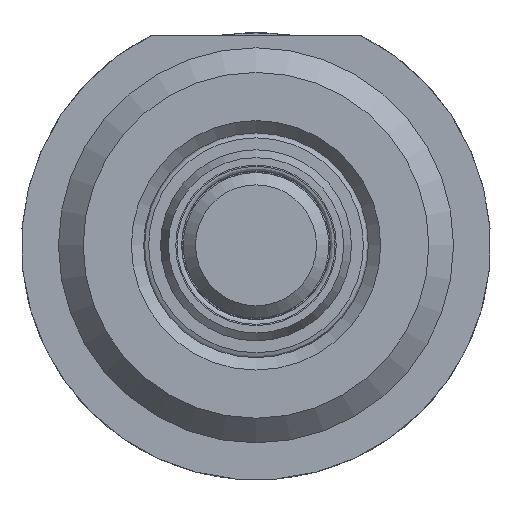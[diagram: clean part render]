
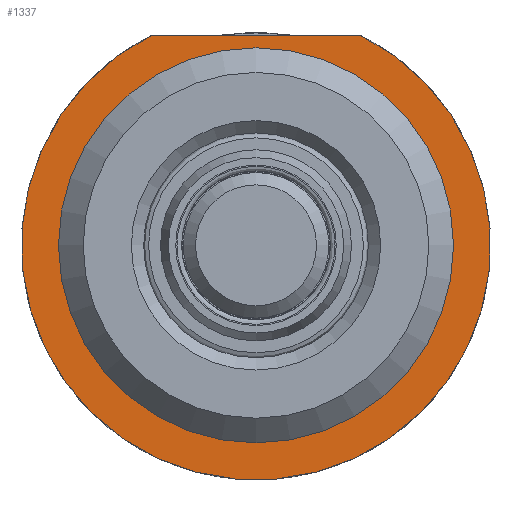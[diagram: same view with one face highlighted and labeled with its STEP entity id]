
A CAD part, front view. The second image highlights one B-rep face of the part: STEP entity #1337.
In plain terms, the highlighted planar face has unit normal (0, -1, 0).
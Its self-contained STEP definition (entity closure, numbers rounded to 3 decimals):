
#1011=CARTESIAN_POINT('',(-4.243,-49.5,8.5));
#1012=VERTEX_POINT('',#1011);
#1013=CARTESIAN_POINT('',(4.243,-49.5,8.5));
#1014=VERTEX_POINT('',#1013);
#1015=CARTESIAN_POINT('',(-4.243,-49.5,8.5));
#1016=DIRECTION('',(1.0,0.0,0.0));
#1017=VECTOR('',#1016,8.485);
#1018=LINE('',#1015,#1017);
#1019=EDGE_CURVE('',#1012,#1014,#1018,.T.);
#1070=CARTESIAN_POINT('',(0.,-49.5,0.));
#1071=DIRECTION('',(0.0,1.0,0.0));
#1072=DIRECTION('',(-0.447,0.0,0.895));
#1073=AXIS2_PLACEMENT_3D('',#1070,#1071,#1072);
#1074=CIRCLE('',#1073,9.5);
#1075=EDGE_CURVE('',#1014,#1012,#1074,.T.);
#1298=CARTESIAN_POINT('',(0.,-49.5,8.));
#1299=VERTEX_POINT('',#1298);
#1300=CARTESIAN_POINT('',(0.,-49.5,0.));
#1301=DIRECTION('',(0.0,1.0,0.0));
#1302=DIRECTION('',(0.0,0.0,1.0));
#1303=AXIS2_PLACEMENT_3D('',#1300,#1301,#1302);
#1304=CIRCLE('',#1303,8.0);
#1305=EDGE_CURVE('',#1299,#1299,#1304,.T.);
#1325=CARTESIAN_POINT('',(0.,-49.5,0.672));
#1326=DIRECTION('',(0.0,-1.0,0.0));
#1327=DIRECTION('',(0.0,0.0,-1.0));
#1328=AXIS2_PLACEMENT_3D('',#1325,#1326,#1327);
#1329=PLANE('',#1328);
#1330=ORIENTED_EDGE('',*,*,#1019,.F.);
#1331=ORIENTED_EDGE('',*,*,#1075,.F.);
#1332=EDGE_LOOP('',(#1330,#1331));
#1333=FACE_OUTER_BOUND('',#1332,.T.);
#1334=ORIENTED_EDGE('',*,*,#1305,.T.);
#1335=EDGE_LOOP('',(#1334));
#1336=FACE_BOUND('',#1335,.T.);
#1337=ADVANCED_FACE('',(#1333,#1336),#1329,.T.);
